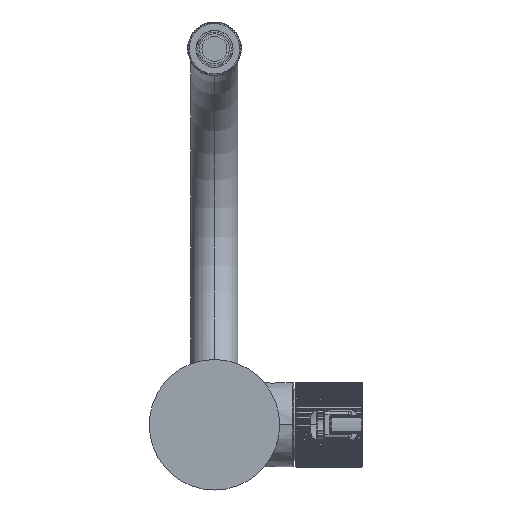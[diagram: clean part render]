
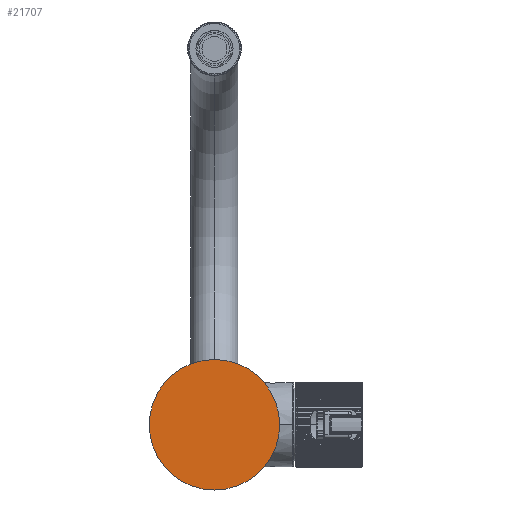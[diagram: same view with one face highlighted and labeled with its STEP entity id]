
A CAD part, front view. The second image highlights one B-rep face of the part: STEP entity #21707.
In plain terms, the highlighted planar face has unit normal (0, -1, 0).
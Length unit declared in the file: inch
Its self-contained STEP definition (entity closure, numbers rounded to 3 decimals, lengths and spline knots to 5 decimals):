
#7809=CARTESIAN_POINT('',(0.,0.,0.));
#7810=DIRECTION('',(0.,-1.,0.));
#7811=DIRECTION('',(-1.,0.,0.));
#7812=AXIS2_PLACEMENT_3D('',#7809,#7810,#7811);
#7814=CARTESIAN_POINT('',(0.,0.,0.));
#7815=DIRECTION('',(0.,1.,0.));
#7816=DIRECTION('',(-1.,0.,0.));
#7817=AXIS2_PLACEMENT_3D('',#7814,#7815,#7816);
#13878=CARTESIAN_POINT('',(-1.215,0.,0.));
#13879=CARTESIAN_POINT('',(1.215,0.,0.));
#13880=VERTEX_POINT('',#13878);
#13881=VERTEX_POINT('',#13879);
#21698=CARTESIAN_POINT('',(0.,0.,0.));
#21699=DIRECTION('',(0.,-1.,0.));
#21700=DIRECTION('',(-1.,0.,0.));
#21701=AXIS2_PLACEMENT_3D('',#21698,#21699,#21700);
#21702=PLANE('',#21701);
#21703=ORIENTED_EDGE('',*,*,#21628,.F.);
#21704=ORIENTED_EDGE('',*,*,#21643,.T.);
#21705=EDGE_LOOP('',(#21703,#21704));
#21706=FACE_OUTER_BOUND('',#21705,.F.);
#21707=ADVANCED_FACE('',(#21706),#21702,.T.);
#7813=CIRCLE('',#7812,1.215);
#7818=CIRCLE('',#7817,1.215);
#21628=EDGE_CURVE('',#13880,#13881,#7813,.T.);
#21643=EDGE_CURVE('',#13880,#13881,#7818,.T.);
